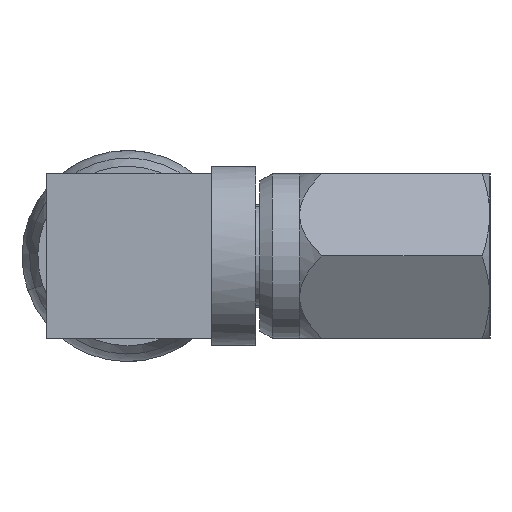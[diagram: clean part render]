
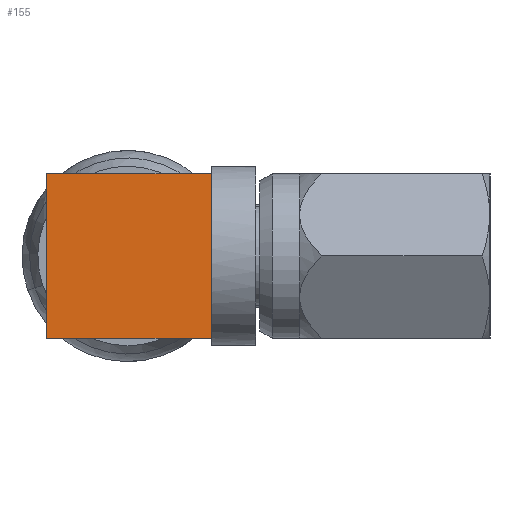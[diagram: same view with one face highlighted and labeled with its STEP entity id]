
A CAD part, left-side view. The second image highlights one B-rep face of the part: STEP entity #155.
In plain terms, the highlighted face is planar.
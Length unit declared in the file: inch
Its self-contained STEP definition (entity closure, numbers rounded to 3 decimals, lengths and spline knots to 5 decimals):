
#155 = ADVANCED_FACE ( 'NONE', ( #8441 ), #1761, .F. ) ;
#489 = CARTESIAN_POINT ( 'NONE',  ( -0.078, 0.078, -0.17373 ) ) ;
#761 = LINE ( 'NONE', #6066, #5587 ) ;
#1235 = CARTESIAN_POINT ( 'NONE',  ( 0.078, 0.078, -0.17373 ) ) ;
#1301 = CARTESIAN_POINT ( 'NONE',  ( -0.078, 0.078, -0.17373 ) ) ;
#1596 = EDGE_LOOP ( 'NONE', ( #2556, #1758, #3452, #6869, #2186, #7870 ) ) ;
#1626 = CARTESIAN_POINT ( 'NONE',  ( -0.03378, 0.078, -0.17373 ) ) ;
#1647 = VECTOR ( 'NONE', #2770, 39.37008 ) ;
#1733 = CARTESIAN_POINT ( 'NONE',  ( 0.078, 0.078, -0.32973 ) ) ;
#1758 = ORIENTED_EDGE ( 'NONE', *, *, #3138, .F. ) ;
#1761 = PLANE ( 'NONE',  #8402 ) ;
#2003 = CARTESIAN_POINT ( 'NONE',  ( 0.078, 0.078, -0.17373 ) ) ;
#2116 = VERTEX_POINT ( 'NONE', #2759 ) ;
#2150 = CARTESIAN_POINT ( 'NONE',  ( 0.078, 0.078, -0.32973 ) ) ;
#2186 = ORIENTED_EDGE ( 'NONE', *, *, #6168, .F. ) ;
#2556 = ORIENTED_EDGE ( 'NONE', *, *, #5325, .T. ) ;
#2648 = DIRECTION ( 'NONE',  ( -1., 0., 0. ) ) ;
#2759 = CARTESIAN_POINT ( 'NONE',  ( 0.078, 0.078, -0.17373 ) ) ;
#2770 = DIRECTION ( 'NONE',  ( -1., 0., 0. ) ) ;
#2794 = VECTOR ( 'NONE', #7342, 39.37008 ) ;
#2954 = DIRECTION ( 'NONE',  ( 0., 0., 1. ) ) ;
#3138 = EDGE_CURVE ( 'NONE', #6254, #6108, #8779, .T. ) ;
#3165 = CARTESIAN_POINT ( 'NONE',  ( -0.078, 0.078, -0.32973 ) ) ;
#3256 = EDGE_CURVE ( 'NONE', #3576, #6254, #761, .T. ) ;
#3431 = LINE ( 'NONE', #1235, #4107 ) ;
#3452 = ORIENTED_EDGE ( 'NONE', *, *, #3256, .F. ) ;
#3576 = VERTEX_POINT ( 'NONE', #4197 ) ;
#3588 = VECTOR ( 'NONE', #2954, 39.37008 ) ;
#3658 = DIRECTION ( 'NONE',  ( -1., 0., 0. ) ) ;
#4107 = VECTOR ( 'NONE', #2648, 39.37008 ) ;
#4197 = CARTESIAN_POINT ( 'NONE',  ( 0.03378, 0.078, -0.17373 ) ) ;
#4622 = DIRECTION ( 'NONE',  ( -1., 0., 0. ) ) ;
#4739 = DIRECTION ( 'NONE',  ( 0., -1., 0. ) ) ;
#5270 = LINE ( 'NONE', #6796, #3588 ) ;
#5325 = EDGE_CURVE ( 'NONE', #5874, #6108, #8023, .T. ) ;
#5430 = DIRECTION ( 'NONE',  ( 0., 0., -1. ) ) ;
#5587 = VECTOR ( 'NONE', #4622, 39.37008 ) ;
#5874 = VERTEX_POINT ( 'NONE', #3165 ) ;
#6066 = CARTESIAN_POINT ( 'NONE',  ( 0.078, 0.078, -0.17373 ) ) ;
#6108 = VERTEX_POINT ( 'NONE', #489 ) ;
#6168 = EDGE_CURVE ( 'NONE', #7788, #2116, #5270, .T. ) ;
#6254 = VERTEX_POINT ( 'NONE', #1626 ) ;
#6796 = CARTESIAN_POINT ( 'NONE',  ( 0.078, 0.078, -0.17373 ) ) ;
#6869 = ORIENTED_EDGE ( 'NONE', *, *, #7321, .F. ) ;
#7321 = EDGE_CURVE ( 'NONE', #2116, #3576, #3431, .T. ) ;
#7342 = DIRECTION ( 'NONE',  ( 0., 0., 1. ) ) ;
#7437 = VECTOR ( 'NONE', #3658, 39.37008 ) ;
#7788 = VERTEX_POINT ( 'NONE', #1733 ) ;
#7799 = LINE ( 'NONE', #2150, #7437 ) ;
#7804 = CARTESIAN_POINT ( 'NONE',  ( 0.078, 0.078, -0.17373 ) ) ;
#7870 = ORIENTED_EDGE ( 'NONE', *, *, #8989, .T. ) ;
#8023 = LINE ( 'NONE', #1301, #2794 ) ;
#8402 = AXIS2_PLACEMENT_3D ( 'NONE', #7804, #4739, #5430 ) ;
#8441 = FACE_OUTER_BOUND ( 'NONE', #1596, .T. ) ;
#8779 = LINE ( 'NONE', #2003, #1647 ) ;
#8989 = EDGE_CURVE ( 'NONE', #7788, #5874, #7799, .T. ) ;
